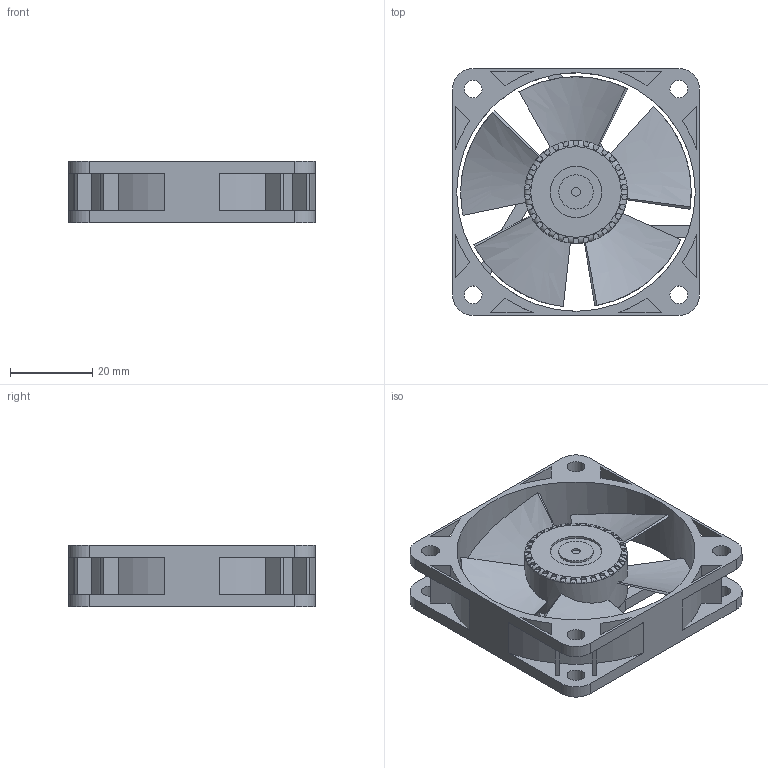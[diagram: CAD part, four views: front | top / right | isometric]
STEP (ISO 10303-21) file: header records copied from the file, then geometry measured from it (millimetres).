
FILE_DESCRIPTION(/* description */ (''),/* implementation_level */ '2;1');
FILE_NAME(/* name */ 'Fan 60x15 .step',/* time_stamp */ '2021-12-13T12:47:03+01:00',/* author */ (''),/* organization */ (''),/* preprocessor_version */ 'ST-DEVELOPER v18.1',/* originating_system */ 'Autodesk Translation Framework v10.10.0.1391',/* authorisation */ '');
FILE_SCHEMA (('AUTOMOTIVE_DESIGN { 1 0 10303 214 3 1 1 }'));
Length unit declared in the file: millimetre
Products named in the file (3): (Unsaved); Body; Fan
Assembly tree (2 placements, depth 2):
  (Unsaved)
    Body
    Fan
Bounding box: 60 x 60 x 15 mm (x, y, z)
Volume: 16499.2 mm3; surface area: 17163.9 mm2
Topology: 2 solids, 2 shells, 275 faces, 713 edges, 475 vertices
Faces by surface type: plane 166, cylinder 97, bspline 12
Full cylindrical faces by diameter (mm): 4.318 x8, 25 x1, 58 x1
Entity records: 9774 total; most frequent: CARTESIAN_POINT 2938, ORIENTED_EDGE 1426, DIRECTION 1282, EDGE_CURVE 713, VERTEX_POINT 475, AXIS2_PLACEMENT_3D 451, LINE 380, VECTOR 380
